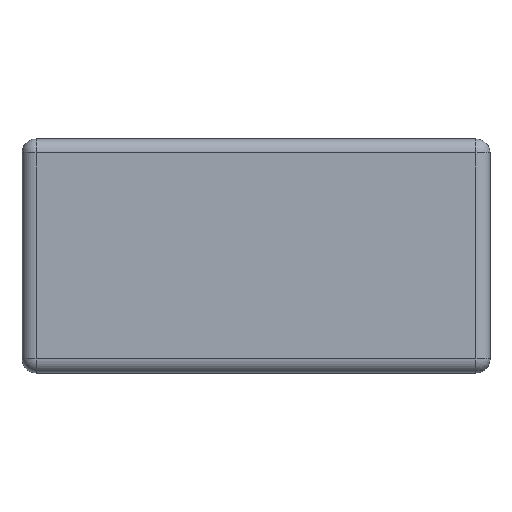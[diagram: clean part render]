
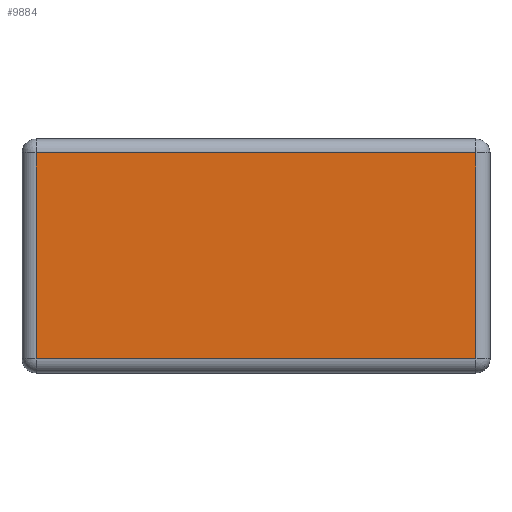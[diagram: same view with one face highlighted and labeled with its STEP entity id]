
A CAD part, top view. The second image highlights one B-rep face of the part: STEP entity #9884.
In plain terms, the highlighted face is planar.
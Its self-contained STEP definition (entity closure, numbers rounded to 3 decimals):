
#9624=CARTESIAN_POINT('',(-47.0,-22.,-13.0));
#9625=VERTEX_POINT('',#9624);
#9633=CARTESIAN_POINT('',(47.,-22.,-13.0));
#9634=VERTEX_POINT('',#9633);
#9635=CARTESIAN_POINT('',(-47.0,-22.,-13.0));
#9636=DIRECTION('',(1.0,0.0,0.0));
#9637=VECTOR('',#9636,94.0);
#9638=LINE('',#9635,#9637);
#9639=EDGE_CURVE('',#9625,#9634,#9638,.T.);
#9671=CARTESIAN_POINT('',(47.0,22.,-13.0));
#9672=VERTEX_POINT('',#9671);
#9673=CARTESIAN_POINT('',(47.0,-22.,-13.0));
#9674=DIRECTION('',(0.0,1.0,0.0));
#9675=VECTOR('',#9674,44.);
#9676=LINE('',#9673,#9675);
#9677=EDGE_CURVE('',#9634,#9672,#9676,.T.);
#9721=CARTESIAN_POINT('',(-47.,22.,-13.0));
#9722=VERTEX_POINT('',#9721);
#9723=CARTESIAN_POINT('',(47.0,22.,-13.0));
#9724=DIRECTION('',(-1.0,0.0,0.0));
#9725=VECTOR('',#9724,94.0);
#9726=LINE('',#9723,#9725);
#9727=EDGE_CURVE('',#9672,#9722,#9726,.T.);
#9776=CARTESIAN_POINT('',(-47.0,22.,-13.0));
#9777=DIRECTION('',(0.0,-1.0,0.0));
#9778=VECTOR('',#9777,44.);
#9779=LINE('',#9776,#9778);
#9780=EDGE_CURVE('',#9722,#9625,#9779,.T.);
#9873=CARTESIAN_POINT('',(0.,0.,-13.0));
#9874=DIRECTION('',(0.0,0.0,1.0));
#9875=DIRECTION('',(1.0,0.0,0.0));
#9876=AXIS2_PLACEMENT_3D('',#9873,#9874,#9875);
#9877=PLANE('',#9876);
#9878=ORIENTED_EDGE('',*,*,#9639,.F.);
#9879=ORIENTED_EDGE('',*,*,#9780,.F.);
#9880=ORIENTED_EDGE('',*,*,#9727,.F.);
#9881=ORIENTED_EDGE('',*,*,#9677,.F.);
#9882=EDGE_LOOP('',(#9878,#9879,#9880,#9881));
#9883=FACE_OUTER_BOUND('',#9882,.T.);
#9884=ADVANCED_FACE('',(#9883),#9877,.F.);
